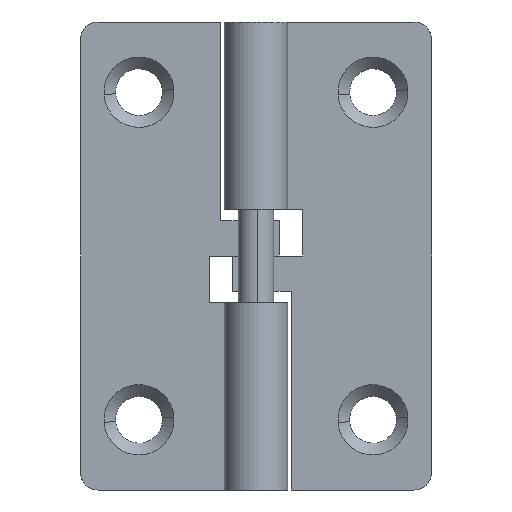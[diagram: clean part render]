
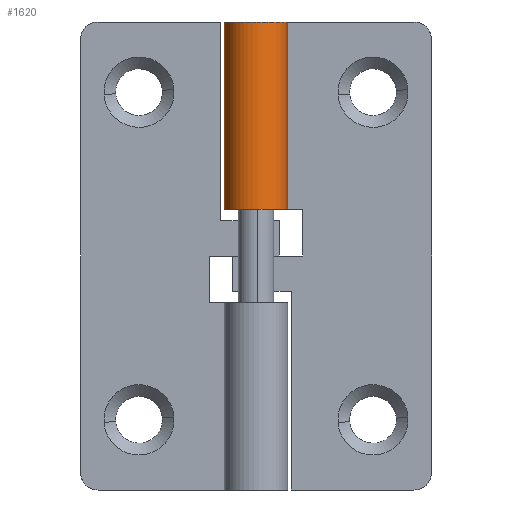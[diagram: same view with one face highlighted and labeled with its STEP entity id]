
A CAD part, front view. The second image highlights one B-rep face of the part: STEP entity #1620.
In plain terms, the highlighted free-form (B-spline) face has degree [1, 2] with [2, 7] control points.
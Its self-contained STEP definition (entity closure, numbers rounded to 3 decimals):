
#1347=CARTESIAN_POINT('',(2.278,1.45,24.0));
#1348=VERTEX_POINT('',#1347);
#1354=CARTESIAN_POINT('',(-0.004,2.7,24.0));
#1355=VERTEX_POINT('',#1354);
#1356=CARTESIAN_POINT('',(-0.004,2.7,24.0));
#1357=CARTESIAN_POINT('',(-2.098,2.697,24.0));
#1358=CARTESIAN_POINT('',(-2.616,0.668,24.0));
#1359=CARTESIAN_POINT('',(-3.134,-1.362,24.0));
#1360=CARTESIAN_POINT('',(-1.297,-2.368,24.0));
#1361=CARTESIAN_POINT('',(0.539,-3.374,24.0));
#1362=CARTESIAN_POINT('',(1.971,-1.845,24.0));
#1363=CARTESIAN_POINT('',(3.402,-0.317,24.0));
#1364=CARTESIAN_POINT('',(2.278,1.45,24.0));
#1372=(BOUNDED_CURVE()B_SPLINE_CURVE(2,(#1356,#1357,#1358,#1359,#1360,#1361,#1362,#1363,#1364),.UNSPECIFIED.,.F.,.U.)B_SPLINE_CURVE_WITH_KNOTS((3,2,2,2,3),(0.0,0.25,0.5,0.75,1.0),.UNSPECIFIED.)CURVE()GEOMETRIC_REPRESENTATION_ITEM()RATIONAL_B_SPLINE_CURVE((1.0,0.79,1.0,0.79,1.0,0.79,1.0,0.79,1.0))REPRESENTATION_ITEM(''));
#1373=EDGE_CURVE('',#1355,#1348,#1372,.T.);
#1478=CARTESIAN_POINT('',(-0.004,2.7,40.0));
#1479=VERTEX_POINT('',#1478);
#1485=CARTESIAN_POINT('',(2.278,1.45,40.0));
#1486=VERTEX_POINT('',#1485);
#1487=CARTESIAN_POINT('',(-0.004,2.7,40.0));
#1488=CARTESIAN_POINT('',(-2.098,2.697,40.));
#1489=CARTESIAN_POINT('',(-2.616,0.668,40.0));
#1490=CARTESIAN_POINT('',(-3.134,-1.362,40.));
#1491=CARTESIAN_POINT('',(-1.297,-2.368,40.0));
#1492=CARTESIAN_POINT('',(0.539,-3.374,40.));
#1493=CARTESIAN_POINT('',(1.971,-1.845,40.0));
#1494=CARTESIAN_POINT('',(3.402,-0.317,40.));
#1495=CARTESIAN_POINT('',(2.278,1.45,40.0));
#1503=(BOUNDED_CURVE()B_SPLINE_CURVE(2,(#1487,#1488,#1489,#1490,#1491,#1492,#1493,#1494,#1495),.UNSPECIFIED.,.F.,.U.)B_SPLINE_CURVE_WITH_KNOTS((3,2,2,2,3),(0.0,0.25,0.5,0.75,1.0),.UNSPECIFIED.)CURVE()GEOMETRIC_REPRESENTATION_ITEM()RATIONAL_B_SPLINE_CURVE((1.0,0.79,1.0,0.79,1.0,0.79,1.0,0.79,1.0))REPRESENTATION_ITEM(''));
#1504=EDGE_CURVE('',#1479,#1486,#1503,.T.);
#1577=CARTESIAN_POINT('',(2.278,1.45,40.0));
#1578=CARTESIAN_POINT('',(2.278,1.45,24.0));
#1579=QUASI_UNIFORM_CURVE('',1,(#1577,#1578),.UNSPECIFIED.,.F.,.U.);
#1580=EDGE_CURVE('',#1486,#1348,#1579,.T.);
#1588=CARTESIAN_POINT('',(0.02,2.7,40.4));
#1589=CARTESIAN_POINT('',(0.02,2.7,23.59));
#1590=CARTESIAN_POINT('',(-3.315,2.724,40.4));
#1591=CARTESIAN_POINT('',(-3.315,2.724,23.59));
#1592=CARTESIAN_POINT('',(-2.645,-0.542,40.4));
#1593=CARTESIAN_POINT('',(-2.645,-0.542,23.59));
#1594=CARTESIAN_POINT('',(-1.975,-3.809,40.4));
#1595=CARTESIAN_POINT('',(-1.975,-3.809,23.59));
#1596=CARTESIAN_POINT('',(1.08,-2.474,40.4));
#1597=CARTESIAN_POINT('',(1.08,-2.474,23.59));
#1598=CARTESIAN_POINT('',(4.136,-1.14,40.4));
#1599=CARTESIAN_POINT('',(4.136,-1.14,23.59));
#1600=CARTESIAN_POINT('',(2.196,1.571,40.4));
#1601=CARTESIAN_POINT('',(2.196,1.571,23.59));
#1609=(BOUNDED_SURFACE()B_SPLINE_SURFACE(1,2,((#1588,#1590,#1592,#1594,#1596,#1598,#1600),(#1589,#1591,#1593,#1595,#1597,#1599,#1601)),.UNSPECIFIED.,.F.,.F.,.U.)B_SPLINE_SURFACE_WITH_KNOTS((2,2),(3,2,2,3),(0.0,16.81),(0.0,5.151,10.303,15.454),.UNSPECIFIED.)GEOMETRIC_REPRESENTATION_ITEM()RATIONAL_B_SPLINE_SURFACE(((1.0,0.629,1.0,0.629,1.0,0.629,1.0),(1.0,0.629,1.0,0.629,1.0,0.629,1.0)))REPRESENTATION_ITEM('')SURFACE());
#1610=CARTESIAN_POINT('',(-0.004,2.7,40.0));
#1611=CARTESIAN_POINT('',(-0.004,2.7,24.0));
#1612=QUASI_UNIFORM_CURVE('',1,(#1610,#1611),.UNSPECIFIED.,.F.,.U.);
#1613=EDGE_CURVE('',#1479,#1355,#1612,.T.);
#1614=ORIENTED_EDGE('',*,*,#1613,.T.);
#1615=ORIENTED_EDGE('',*,*,#1373,.T.);
#1616=ORIENTED_EDGE('',*,*,#1580,.F.);
#1617=ORIENTED_EDGE('',*,*,#1504,.F.);
#1618=EDGE_LOOP('',(#1614,#1615,#1616,#1617));
#1619=FACE_OUTER_BOUND('',#1618,.T.);
#1620=ADVANCED_FACE('',(#1619),#1609,.T.);
